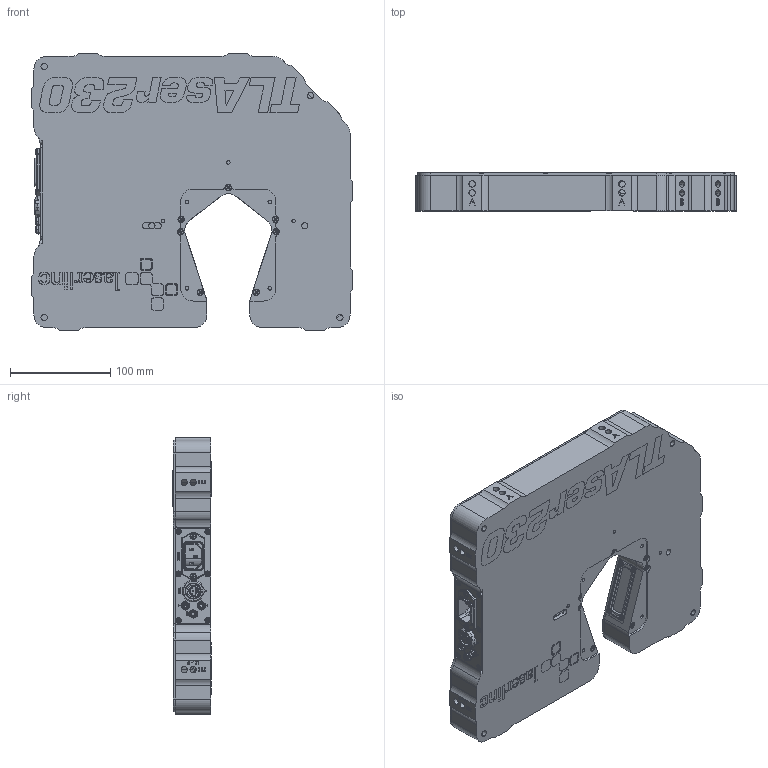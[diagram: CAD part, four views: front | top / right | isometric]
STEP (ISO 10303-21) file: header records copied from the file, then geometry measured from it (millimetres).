
FILE_DESCRIPTION (( 'STEP AP214' ), '1' );
FILE_NAME ('00230-01 TLAser230 Dual-Axis Micrometer.STEP', '2014-10-02T15:56:19', ( 'Mark' ), ( '' ), 'SwSTEP 2.0', 'SolidWorks 2014', '' );
FILE_SCHEMA (( 'AUTOMOTIVE_DESIGN' ));
Length unit declared in the file: inch
Products named in the file (1): 00230-01 TLAser230 Dual-Axis Micrometer
Bounding box: 320.04 x 37.87 x 275.59 mm (x, y, z)
Surface area: 301820.8 mm2 (no closed solid volume)
Topology: 0 solids, 189 shells, 1491 faces, 7284 edges, 5755 vertices
Faces by surface type: plane 853, cylinder 274, cone 268, bspline 58, torus 30, sphere 8
Entity records: 97833 total; most frequent: CARTESIAN_POINT 26656, DIRECTION 10369, ORIENTED_EDGE 9996, EDGE_CURVE 7214, VERTEX_POINT 5755, VECTOR 3945, LINE 3945, AXIS2_PLACEMENT_3D 3212
